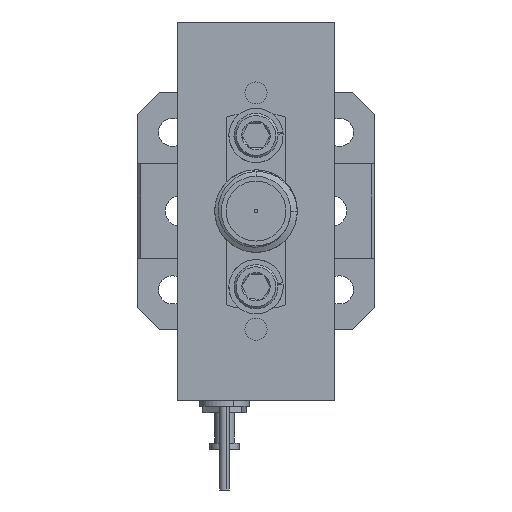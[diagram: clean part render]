
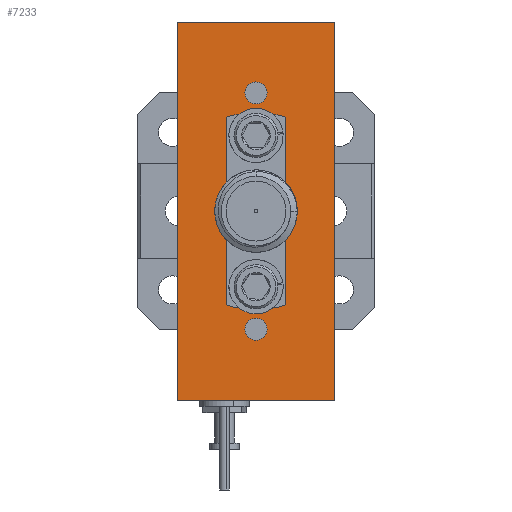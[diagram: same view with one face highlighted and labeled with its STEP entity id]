
A CAD part, left-side view. The second image highlights one B-rep face of the part: STEP entity #7233.
In plain terms, the highlighted planar face has unit normal (-1, 0, 0).
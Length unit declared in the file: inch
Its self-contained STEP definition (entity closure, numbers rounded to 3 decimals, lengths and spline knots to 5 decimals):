
#111 = DIRECTION ( 'NONE',  ( 0., 0., -1. ) ) ;
#203 = EDGE_CURVE ( 'NONE', #11846, #1175, #5881, .T. ) ;
#243 = DIRECTION ( 'NONE',  ( 0., -1., 0. ) ) ;
#398 = CARTESIAN_POINT ( 'NONE',  ( -0.6, 0.25, -0.34 ) ) ;
#442 = VERTEX_POINT ( 'NONE', #4078 ) ;
#445 = VERTEX_POINT ( 'NONE', #14347 ) ;
#718 = EDGE_CURVE ( 'NONE', #7833, #5216, #5466, .T. ) ;
#787 = LINE ( 'NONE', #7682, #5103 ) ;
#952 = CARTESIAN_POINT ( 'NONE',  ( -0.6, 0.25, -0.375 ) ) ;
#1175 = VERTEX_POINT ( 'NONE', #4813 ) ;
#1212 = AXIS2_PLACEMENT_3D ( 'NONE', #12867, #4010, #4161 ) ;
#1497 = VERTEX_POINT ( 'NONE', #4407 ) ;
#1742 = CARTESIAN_POINT ( 'NONE',  ( -0.6, 0.25, 0.275 ) ) ;
#1827 = AXIS2_PLACEMENT_3D ( 'NONE', #14943, #8668, #4976 ) ;
#1851 = EDGE_LOOP ( 'NONE', ( #10146, #9081 ) ) ;
#2365 = ORIENTED_EDGE ( 'NONE', *, *, #15615, .F. ) ;
#2369 = EDGE_LOOP ( 'NONE', ( #3593, #2561 ) ) ;
#2398 = CARTESIAN_POINT ( 'NONE',  ( -0.6, 0.5, 0.6 ) ) ;
#2561 = ORIENTED_EDGE ( 'NONE', *, *, #13018, .F. ) ;
#2988 = VECTOR ( 'NONE', #15160, 39.37008 ) ;
#3085 = ORIENTED_EDGE ( 'NONE', *, *, #12603, .T. ) ;
#3280 = CARTESIAN_POINT ( 'NONE',  ( -0.6, 0.5, -0.6 ) ) ;
#3513 = DIRECTION ( 'NONE',  ( 0., 0., 1. ) ) ;
#3593 = ORIENTED_EDGE ( 'NONE', *, *, #10420, .F. ) ;
#3689 = CIRCLE ( 'NONE', #13286, 0.075 ) ;
#3727 = DIRECTION ( 'NONE',  ( 1., 0., 0. ) ) ;
#3859 = FACE_BOUND ( 'NONE', #1851, .T. ) ;
#3905 = EDGE_CURVE ( 'NONE', #14532, #442, #6179, .T. ) ;
#4010 = DIRECTION ( 'NONE',  ( -1., 0., 0. ) ) ;
#4078 = CARTESIAN_POINT ( 'NONE',  ( -0.6, 0.5, 0.6 ) ) ;
#4161 = DIRECTION ( 'NONE',  ( 0., 0., 1. ) ) ;
#4195 = EDGE_LOOP ( 'NONE', ( #7918, #11701, #10488, #3085 ) ) ;
#4229 = CARTESIAN_POINT ( 'NONE',  ( -0.6, 0.25, 0.075 ) ) ;
#4398 = DIRECTION ( 'NONE',  ( 0., -1., 0. ) ) ;
#4407 = CARTESIAN_POINT ( 'NONE',  ( -0.6, 0.25, 0.41 ) ) ;
#4424 = CIRCLE ( 'NONE', #12055, 0.035 ) ;
#4540 = ORIENTED_EDGE ( 'NONE', *, *, #6863, .F. ) ;
#4806 = AXIS2_PLACEMENT_3D ( 'NONE', #5200, #11403, #111 ) ;
#4813 = CARTESIAN_POINT ( 'NONE',  ( -0.6, 0.25, -0.275 ) ) ;
#4851 = VECTOR ( 'NONE', #4398, 39.37008 ) ;
#4876 = DIRECTION ( 'NONE',  ( 0., 0., -1. ) ) ;
#4932 = ORIENTED_EDGE ( 'NONE', *, *, #718, .F. ) ;
#4942 = DIRECTION ( 'NONE',  ( -1., 0., 0. ) ) ;
#4976 = DIRECTION ( 'NONE',  ( 0., 0., 1. ) ) ;
#5049 = CIRCLE ( 'NONE', #12960, 0.035 ) ;
#5103 = VECTOR ( 'NONE', #243, 39.37008 ) ;
#5167 = CARTESIAN_POINT ( 'NONE',  ( -0.6, 0., -0.6 ) ) ;
#5185 = ORIENTED_EDGE ( 'NONE', *, *, #8667, .F. ) ;
#5200 = CARTESIAN_POINT ( 'NONE',  ( -0.6, 0.25, 0. ) ) ;
#5211 = CIRCLE ( 'NONE', #1827, 0.035 ) ;
#5216 = VERTEX_POINT ( 'NONE', #1742 ) ;
#5431 = EDGE_CURVE ( 'NONE', #442, #445, #787, .T. ) ;
#5434 = VERTEX_POINT ( 'NONE', #11485 ) ;
#5466 = CIRCLE ( 'NONE', #10547, 0.035 ) ;
#5488 = CARTESIAN_POINT ( 'NONE',  ( -0.6, 0.25, 0.34 ) ) ;
#5585 = AXIS2_PLACEMENT_3D ( 'NONE', #6984, #9360, #8281 ) ;
#5881 = CIRCLE ( 'NONE', #9257, 0.035 ) ;
#6179 = LINE ( 'NONE', #2398, #11533 ) ;
#6213 = CARTESIAN_POINT ( 'NONE',  ( -0.6, 0.25, -0.205 ) ) ;
#6225 = DIRECTION ( 'NONE',  ( 0., 0., -1. ) ) ;
#6863 = EDGE_CURVE ( 'NONE', #13661, #5434, #4424, .T. ) ;
#6984 = CARTESIAN_POINT ( 'NONE',  ( -0.6, 0.25, 0.375 ) ) ;
#7233 = ADVANCED_FACE ( 'NONE', ( #7633, #3859, #13988, #10579, #13171, #10540 ), #13880, .F. ) ;
#7633 = FACE_BOUND ( 'NONE', #14101, .T. ) ;
#7682 = CARTESIAN_POINT ( 'NONE',  ( -0.6, 0.5, 0.6 ) ) ;
#7833 = VERTEX_POINT ( 'NONE', #12511 ) ;
#7918 = ORIENTED_EDGE ( 'NONE', *, *, #14090, .T. ) ;
#8262 = VERTEX_POINT ( 'NONE', #12459 ) ;
#8281 = DIRECTION ( 'NONE',  ( 0., 0., 1. ) ) ;
#8667 = EDGE_CURVE ( 'NONE', #5434, #13661, #5049, .T. ) ;
#8668 = DIRECTION ( 'NONE',  ( -1., 0., 0. ) ) ;
#8812 = AXIS2_PLACEMENT_3D ( 'NONE', #10131, #3727, #4876 ) ;
#8858 = EDGE_CURVE ( 'NONE', #13651, #8262, #3689, .T. ) ;
#9081 = ORIENTED_EDGE ( 'NONE', *, *, #10452, .F. ) ;
#9249 = CARTESIAN_POINT ( 'NONE',  ( -0.6, 0.25, -0.375 ) ) ;
#9257 = AXIS2_PLACEMENT_3D ( 'NONE', #11209, #11149, #15015 ) ;
#9360 = DIRECTION ( 'NONE',  ( -1., 0., 0. ) ) ;
#10020 = CARTESIAN_POINT ( 'NONE',  ( -0.6, 0., 0.6 ) ) ;
#10131 = CARTESIAN_POINT ( 'NONE',  ( -0.6, 0.5, 0.6 ) ) ;
#10146 = ORIENTED_EDGE ( 'NONE', *, *, #203, .F. ) ;
#10420 = EDGE_CURVE ( 'NONE', #1497, #15677, #14169, .T. ) ;
#10452 = EDGE_CURVE ( 'NONE', #1175, #11846, #10755, .T. ) ;
#10488 = ORIENTED_EDGE ( 'NONE', *, *, #3905, .F. ) ;
#10540 = FACE_OUTER_BOUND ( 'NONE', #4195, .T. ) ;
#10543 = EDGE_CURVE ( 'NONE', #5216, #7833, #5211, .T. ) ;
#10547 = AXIS2_PLACEMENT_3D ( 'NONE', #16222, #13721, #11190 ) ;
#10579 = FACE_BOUND ( 'NONE', #11314, .T. ) ;
#10755 = CIRCLE ( 'NONE', #11523, 0.035 ) ;
#10873 = ORIENTED_EDGE ( 'NONE', *, *, #10543, .F. ) ;
#10926 = DIRECTION ( 'NONE',  ( 0., 0., 1. ) ) ;
#10996 = LINE ( 'NONE', #3280, #4851 ) ;
#11149 = DIRECTION ( 'NONE',  ( -1., 0., 0. ) ) ;
#11190 = DIRECTION ( 'NONE',  ( 0., 0., 1. ) ) ;
#11209 = CARTESIAN_POINT ( 'NONE',  ( -0.6, 0.25, -0.24 ) ) ;
#11314 = EDGE_LOOP ( 'NONE', ( #4540, #5185 ) ) ;
#11403 = DIRECTION ( 'NONE',  ( -1., 0., 0. ) ) ;
#11485 = CARTESIAN_POINT ( 'NONE',  ( -0.6, 0.25, -0.41 ) ) ;
#11523 = AXIS2_PLACEMENT_3D ( 'NONE', #12305, #16006, #3513 ) ;
#11533 = VECTOR ( 'NONE', #13562, 39.37008 ) ;
#11633 = CIRCLE ( 'NONE', #4806, 0.075 ) ;
#11690 = DIRECTION ( 'NONE',  ( 0., 0., 1. ) ) ;
#11701 = ORIENTED_EDGE ( 'NONE', *, *, #5431, .F. ) ;
#11846 = VERTEX_POINT ( 'NONE', #6213 ) ;
#12055 = AXIS2_PLACEMENT_3D ( 'NONE', #9249, #12933, #11690 ) ;
#12137 = EDGE_LOOP ( 'NONE', ( #10873, #4932 ) ) ;
#12305 = CARTESIAN_POINT ( 'NONE',  ( -0.6, 0.25, -0.24 ) ) ;
#12459 = CARTESIAN_POINT ( 'NONE',  ( -0.6, 0.25, -0.075 ) ) ;
#12511 = CARTESIAN_POINT ( 'NONE',  ( -0.6, 0.25, 0.205 ) ) ;
#12547 = CARTESIAN_POINT ( 'NONE',  ( -0.6, 0.25, 0. ) ) ;
#12603 = EDGE_CURVE ( 'NONE', #14532, #16423, #10996, .T. ) ;
#12867 = CARTESIAN_POINT ( 'NONE',  ( -0.6, 0.25, 0.375 ) ) ;
#12933 = DIRECTION ( 'NONE',  ( -1., 0., 0. ) ) ;
#12960 = AXIS2_PLACEMENT_3D ( 'NONE', #952, #13504, #10926 ) ;
#13018 = EDGE_CURVE ( 'NONE', #15677, #1497, #13491, .T. ) ;
#13171 = FACE_BOUND ( 'NONE', #2369, .T. ) ;
#13286 = AXIS2_PLACEMENT_3D ( 'NONE', #12547, #4942, #6225 ) ;
#13381 = ORIENTED_EDGE ( 'NONE', *, *, #8858, .F. ) ;
#13491 = CIRCLE ( 'NONE', #1212, 0.035 ) ;
#13504 = DIRECTION ( 'NONE',  ( -1., 0., 0. ) ) ;
#13562 = DIRECTION ( 'NONE',  ( 0., 0., 1. ) ) ;
#13651 = VERTEX_POINT ( 'NONE', #4229 ) ;
#13661 = VERTEX_POINT ( 'NONE', #398 ) ;
#13721 = DIRECTION ( 'NONE',  ( -1., 0., 0. ) ) ;
#13880 = PLANE ( 'NONE',  #8812 ) ;
#13988 = FACE_BOUND ( 'NONE', #12137, .T. ) ;
#14090 = EDGE_CURVE ( 'NONE', #16423, #445, #15671, .T. ) ;
#14101 = EDGE_LOOP ( 'NONE', ( #13381, #2365 ) ) ;
#14169 = CIRCLE ( 'NONE', #5585, 0.035 ) ;
#14347 = CARTESIAN_POINT ( 'NONE',  ( -0.6, 0., 0.6 ) ) ;
#14532 = VERTEX_POINT ( 'NONE', #14769 ) ;
#14769 = CARTESIAN_POINT ( 'NONE',  ( -0.6, 0.5, -0.6 ) ) ;
#14943 = CARTESIAN_POINT ( 'NONE',  ( -0.6, 0.25, 0.24 ) ) ;
#15015 = DIRECTION ( 'NONE',  ( 0., 0., 1. ) ) ;
#15160 = DIRECTION ( 'NONE',  ( 0., 0., 1. ) ) ;
#15615 = EDGE_CURVE ( 'NONE', #8262, #13651, #11633, .T. ) ;
#15671 = LINE ( 'NONE', #10020, #2988 ) ;
#15677 = VERTEX_POINT ( 'NONE', #5488 ) ;
#16006 = DIRECTION ( 'NONE',  ( -1., 0., 0. ) ) ;
#16222 = CARTESIAN_POINT ( 'NONE',  ( -0.6, 0.25, 0.24 ) ) ;
#16423 = VERTEX_POINT ( 'NONE', #5167 ) ;
